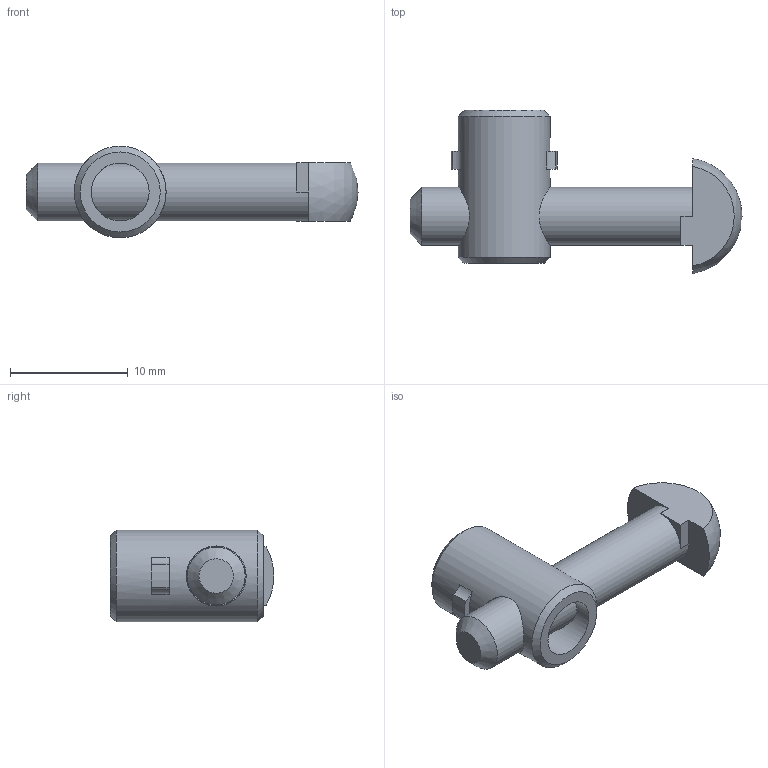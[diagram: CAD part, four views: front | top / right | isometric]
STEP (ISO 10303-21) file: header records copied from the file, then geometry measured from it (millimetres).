
FILE_DESCRIPTION(/* description */ ('KriTec Zentralverbinder 5 EQ einschwenkbar 90°'),/* implementation_level */ '2;1');
FILE_NAME(/* name */ '13042_KriTec_Zentralverbinder_5_EL_einschwenkbar.stp',/* time_stamp */ '2022-06-28T09:30:31+02:00',/* author */ ('Nell'),/* organization */ (''),/* preprocessor_version */ 'ST-DEVELOPER v17',/* originating_system */ 'Autodesk Inventor 2018',/* authorisation */ '');
FILE_SCHEMA (('AUTOMOTIVE_DESIGN { 1 0 10303 214 3 1 1 }'));
Length unit declared in the file: millimetre
Products named in the file (4): 13042_KriTec_Zentralverbinder_5_EL_einschwenkbar; 13042_02; 13042_01; ISO 4027 - M6 x 8 -
Assembly tree (3 placements, depth 2):
  13042_KriTec_Zentralverbinder_5_EL_einschwenkbar
    13042_02
    13042_01
    ISO 4027 - M6 x 8 -
Bounding box: 28.2 x 13.89 x 7.8 mm (x, y, z)
Volume: 1046.6 mm3; surface area: 1268.5 mm2
Topology: 3 solids, 3 shells, 45 faces, 113 edges, 75 vertices
Faces by surface type: plane 25, cylinder 12, cone 7, sphere 1
Full cylindrical faces by diameter (mm): 4.917 x2, 4.92 x1, 5.1 x1, 6 x1, 7.8 x1
Entity records: 1708 total; most frequent: CARTESIAN_POINT 474, DIRECTION 241, ORIENTED_EDGE 220, EDGE_CURVE 110, AXIS2_PLACEMENT_3D 93, VERTEX_POINT 75, EDGE_LOOP 55, LINE 55
